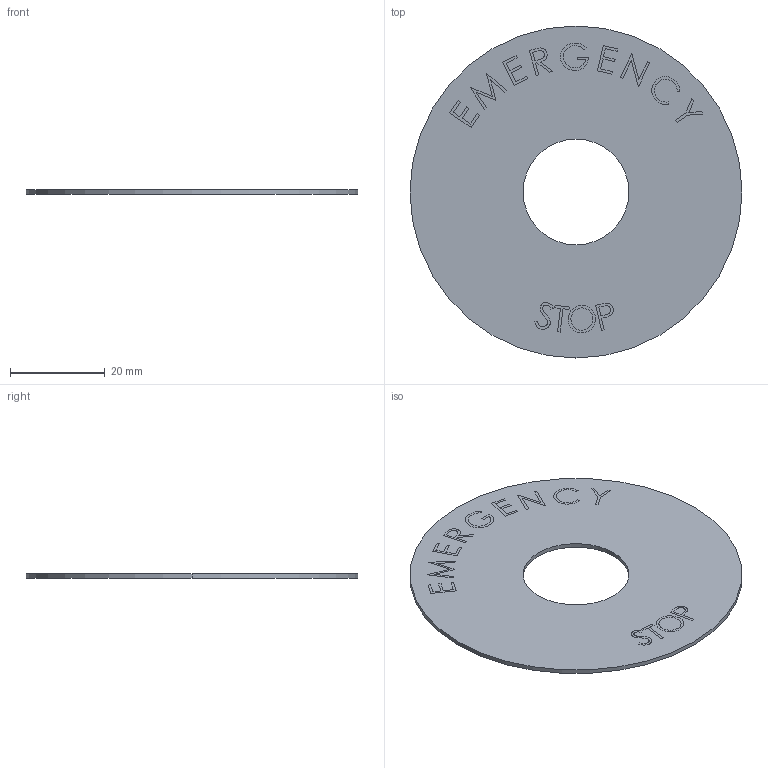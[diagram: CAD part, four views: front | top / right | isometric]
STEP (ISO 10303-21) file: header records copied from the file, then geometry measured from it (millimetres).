
FILE_DESCRIPTION (( 'STEP AP214' ), '1' );
FILE_NAME ('NDP-70-ES.step', '2016-03-21T12:41:22', ( '' ), ( '' ), 'SwSTEP 2.0', 'SolidWorks 2015', '' );
FILE_SCHEMA (( 'AUTOMOTIVE_DESIGN' ));
Length unit declared in the file: millimetre
Products named in the file (1): NDP-70-ES
Bounding box: 70 x 70 x 0.9 mm (x, y, z)
Volume: 3112.1 mm3; surface area: 7176.8 mm2
Topology: 1 solids, 1 shells, 177 faces, 477 edges, 318 vertices
Faces by surface type: plane 121, bspline 52, cylinder 4
Entity records: 8649 total; most frequent: CARTESIAN_POINT 4465, ORIENTED_EDGE 954, DIRECTION 633, EDGE_CURVE 477, VECTOR 365, LINE 365, VERTEX_POINT 318, EDGE_LOOP 195
